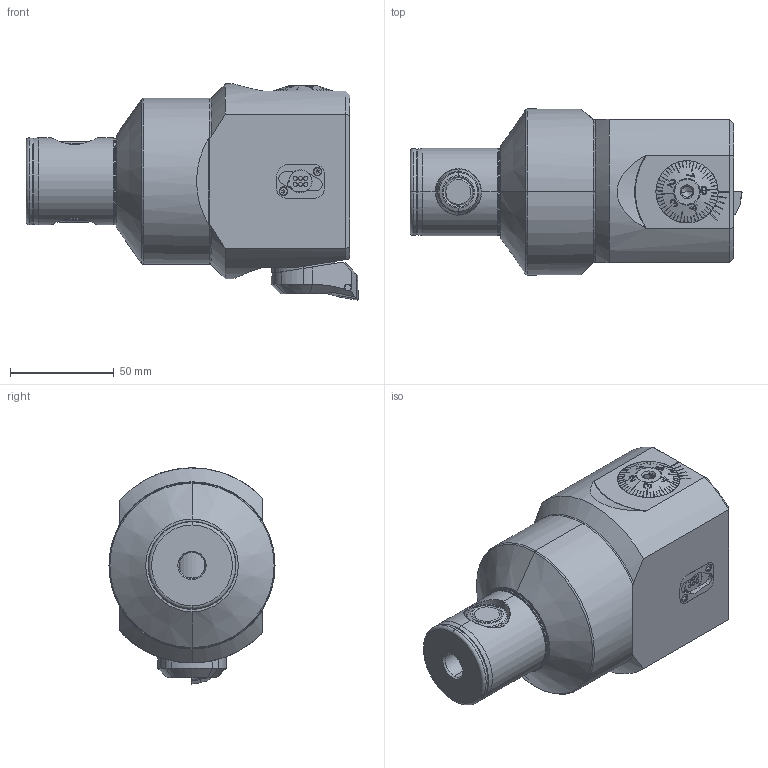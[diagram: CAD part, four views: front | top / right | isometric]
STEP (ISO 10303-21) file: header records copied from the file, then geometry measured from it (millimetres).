
FILE_DESCRIPTION (( 'STEP AP214' ), '1' );
FILE_NAME ('MD8.F94.DA4.104.STEP', '2022-12-20T10:31:41', ( '' ), ( '' ), 'SwSTEP 2.0', 'SolidWorks 2017', '' );
FILE_SCHEMA (( 'AUTOMOTIVE_DESIGN' ));
Length unit declared in the file: millimetre
Products named in the file (28): ISO 4762 - M2 x 4; F55-WCB.001.013; DIN 3771 - 25x1.5; MD6-BG1.022.040; A55-BG2.011.016_D; DIN 3771 - 18.77x1.78; MD6-ER1.022.040_A; Fxx-MAB.xxx.xxx_A_F94; DIN 3771 - 13x1; CCMT09T304; Fxx-BG7.DA1.0xx_B_F72; ISO 4026 - M10 x 16; MD6-ER3.012.014_A; A55-BG3.011.033_A_gek〉zt; F94-BG1.DA4.030; A55-BG2.013.005_C; F55-BG1.012.012_A; F55-WCB.001.013_D_fertigbearbeitet; MD8-F94.DA3.104_A; Klebstoff D10; F94-BG1.DA3.030_A; MD8.F94.DA4.104; PEF-DA3.010.032_A_F72; MD6-ER2.022.025_A; DIN 7984 - M10 x 16; A55-BG2.012.006_B; F94-BG2.014.024_B_Fertig mit Gewinde; WCB-ER2.001.009_A
Assembly tree (30 placements, depth 3):
  MD8.F94.DA4.104
    MD8-F94.DA3.104_A
    F94-BG1.DA4.030
      F94-BG1.DA3.030_A
      F55-BG1.012.012_A
      A55-BG2.011.016_D
      A55-BG2.012.006_B
      A55-BG2.013.005_C
      DIN 3771 - 25x1.5
      F94-BG2.014.024_B_Fertig mit Gewinde
      Fxx-MAB.xxx.xxx_A_F94
    A55-BG3.011.033_A_gek〉zt
    WCB-ER2.001.009_A
    Klebstoff D10
    ISO 4026 - M10 x 16
    DIN 7984 - M10 x 16
    DIN 3771 - 13x1
    Fxx-BG7.DA1.0xx_B_F72
    PEF-DA3.010.032_A_F72
    ISO 4762 - M2 x 4  x2
    F55-WCB.001.013
      F55-WCB.001.013_D_fertigbearbeitet
      CCMT09T304
      WCB-ER2.001.009_A
    MD6-ER3.012.014_A
    MD6-BG1.022.040
      MD6-ER2.022.025_A
      MD6-ER1.022.040_A
      DIN 3771 - 18.77x1.78  x2
Bounding box: 159.98 x 80 x 104.19 mm (x, y, z)
Volume: 631171.5 mm3; surface area: 96134.7 mm2
Topology: 39 solids, 39 shells, 1280 faces, 3189 edges, 1982 vertices
Faces by surface type: plane 536, cylinder 297, cone 270, torus 122, bspline 51, sphere 4
Entity records: 50383 total; most frequent: CARTESIAN_POINT 16533, ORIENTED_EDGE 5986, DIRECTION 5655, EDGE_CURVE 2993, AXIS2_PLACEMENT_3D 2174, VERTEX_POINT 1885, LINE 1307, VECTOR 1307
